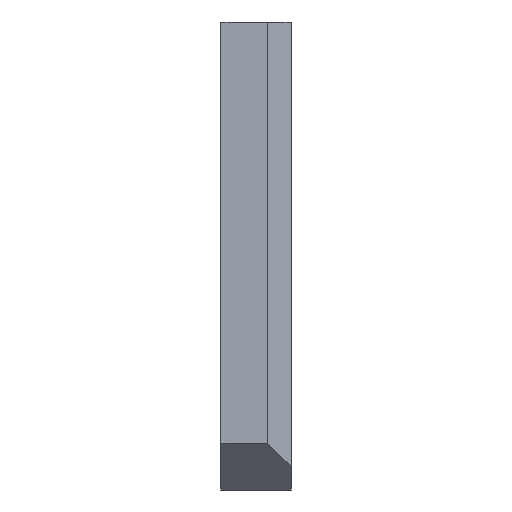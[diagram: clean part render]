
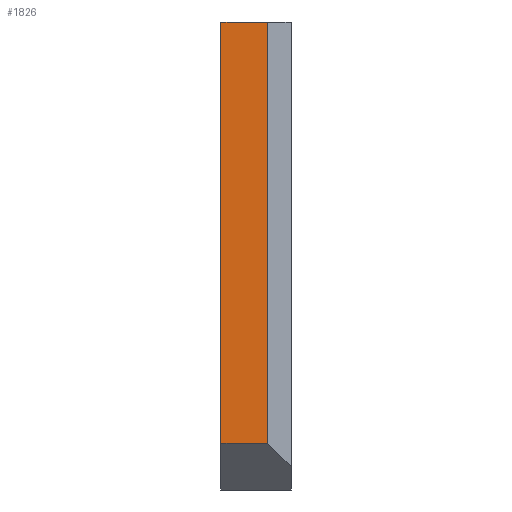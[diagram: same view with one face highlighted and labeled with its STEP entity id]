
A CAD part, left-side view. The second image highlights one B-rep face of the part: STEP entity #1826.
In plain terms, the highlighted planar face has unit normal (-1, 0, 0).
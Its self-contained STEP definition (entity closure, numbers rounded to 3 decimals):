
#44 = PLANE('',#45);
#45 = AXIS2_PLACEMENT_3D('',#46,#47,#48);
#46 = CARTESIAN_POINT('',(-31.,0.,-9.));
#47 = DIRECTION('',(-0.707,0.,-0.707)
  );
#48 = DIRECTION('',(0.,1.,0.));
#72 = PLANE('',#73);
#73 = AXIS2_PLACEMENT_3D('',#74,#75,#76);
#74 = CARTESIAN_POINT('',(-31.5,0.5,10.));
#75 = DIRECTION('',(0.707,0.707,0.));
#76 = DIRECTION('',(0.,0.,-1.));
#100 = PLANE('',#101);
#101 = AXIS2_PLACEMENT_3D('',#102,#103,#104);
#102 = CARTESIAN_POINT('',(0.,0.,10.));
#103 = DIRECTION('',(0.,0.,1.));
#104 = DIRECTION('',(-1.,0.,0.));
#525 = VERTEX_POINT('',#526);
#526 = CARTESIAN_POINT('',(-32.,1.,-8.));
#547 = EDGE_CURVE('',#525,#548,#550,.T.);
#548 = VERTEX_POINT('',#549);
#549 = CARTESIAN_POINT('',(-32.,3.,-8.));
#550 = SURFACE_CURVE('',#551,(#555,#562),.PCURVE_S1.);
#551 = LINE('',#552,#553);
#552 = CARTESIAN_POINT('',(-32.,0.,-8.));
#553 = VECTOR('',#554,1.);
#554 = DIRECTION('',(0.,1.,0.));
#555 = PCURVE('',#44,#556);
#556 = DEFINITIONAL_REPRESENTATION('',(#557),#561);
#557 = LINE('',#558,#559);
#558 = CARTESIAN_POINT('',(0.,-1.414));
#559 = VECTOR('',#560,1.);
#560 = DIRECTION('',(1.,0.));
#561 = ( GEOMETRIC_REPRESENTATION_CONTEXT(2) 
PARAMETRIC_REPRESENTATION_CONTEXT() REPRESENTATION_CONTEXT('2D SPACE',''
  ) );
#562 = PCURVE('',#563,#568);
#563 = PLANE('',#564);
#564 = AXIS2_PLACEMENT_3D('',#565,#566,#567);
#565 = CARTESIAN_POINT('',(-32.,0.,10.));
#566 = DIRECTION('',(-1.,0.,0.));
#567 = DIRECTION('',(0.,0.,-1.));
#568 = DEFINITIONAL_REPRESENTATION('',(#569),#573);
#569 = LINE('',#570,#571);
#570 = CARTESIAN_POINT('',(18.,0.));
#571 = VECTOR('',#572,1.);
#572 = DIRECTION('',(0.,-1.));
#573 = ( GEOMETRIC_REPRESENTATION_CONTEXT(2) 
PARAMETRIC_REPRESENTATION_CONTEXT() REPRESENTATION_CONTEXT('2D SPACE',''
  ) );
#591 = PLANE('',#592);
#592 = AXIS2_PLACEMENT_3D('',#593,#594,#595);
#593 = CARTESIAN_POINT('',(-18.869,3.,0.));
#594 = DIRECTION('',(0.,1.,0.));
#595 = DIRECTION('',(0.,0.,1.));
#628 = VERTEX_POINT('',#629);
#629 = CARTESIAN_POINT('',(-32.,1.,10.));
#652 = EDGE_CURVE('',#628,#525,#653,.T.);
#653 = SURFACE_CURVE('',#654,(#658,#665),.PCURVE_S1.);
#654 = LINE('',#655,#656);
#655 = CARTESIAN_POINT('',(-32.,1.,10.));
#656 = VECTOR('',#657,1.);
#657 = DIRECTION('',(0.,0.,-1.));
#658 = PCURVE('',#72,#659);
#659 = DEFINITIONAL_REPRESENTATION('',(#660),#664);
#660 = LINE('',#661,#662);
#661 = CARTESIAN_POINT('',(0.,0.707));
#662 = VECTOR('',#663,1.);
#663 = DIRECTION('',(1.,0.));
#664 = ( GEOMETRIC_REPRESENTATION_CONTEXT(2) 
PARAMETRIC_REPRESENTATION_CONTEXT() REPRESENTATION_CONTEXT('2D SPACE',''
  ) );
#665 = PCURVE('',#563,#666);
#666 = DEFINITIONAL_REPRESENTATION('',(#667),#671);
#667 = LINE('',#668,#669);
#668 = CARTESIAN_POINT('',(0.,-1.));
#669 = VECTOR('',#670,1.);
#670 = DIRECTION('',(1.,0.));
#671 = ( GEOMETRIC_REPRESENTATION_CONTEXT(2) 
PARAMETRIC_REPRESENTATION_CONTEXT() REPRESENTATION_CONTEXT('2D SPACE',''
  ) );
#730 = EDGE_CURVE('',#628,#731,#733,.T.);
#731 = VERTEX_POINT('',#732);
#732 = CARTESIAN_POINT('',(-32.,3.,10.));
#733 = SURFACE_CURVE('',#734,(#738,#745),.PCURVE_S1.);
#734 = LINE('',#735,#736);
#735 = CARTESIAN_POINT('',(-32.,0.,10.));
#736 = VECTOR('',#737,1.);
#737 = DIRECTION('',(0.,1.,0.));
#738 = PCURVE('',#100,#739);
#739 = DEFINITIONAL_REPRESENTATION('',(#740),#744);
#740 = LINE('',#741,#742);
#741 = CARTESIAN_POINT('',(32.,0.));
#742 = VECTOR('',#743,1.);
#743 = DIRECTION('',(0.,-1.));
#744 = ( GEOMETRIC_REPRESENTATION_CONTEXT(2) 
PARAMETRIC_REPRESENTATION_CONTEXT() REPRESENTATION_CONTEXT('2D SPACE',''
  ) );
#745 = PCURVE('',#563,#746);
#746 = DEFINITIONAL_REPRESENTATION('',(#747),#751);
#747 = LINE('',#748,#749);
#748 = CARTESIAN_POINT('',(0.,0.));
#749 = VECTOR('',#750,1.);
#750 = DIRECTION('',(0.,-1.));
#751 = ( GEOMETRIC_REPRESENTATION_CONTEXT(2) 
PARAMETRIC_REPRESENTATION_CONTEXT() REPRESENTATION_CONTEXT('2D SPACE',''
  ) );
#1826 = ADVANCED_FACE('',(#1827),#563,.T.);
#1827 = FACE_BOUND('',#1828,.T.);
#1828 = EDGE_LOOP('',(#1829,#1830,#1831,#1832));
#1829 = ORIENTED_EDGE('',*,*,#547,.F.);
#1830 = ORIENTED_EDGE('',*,*,#652,.F.);
#1831 = ORIENTED_EDGE('',*,*,#730,.T.);
#1832 = ORIENTED_EDGE('',*,*,#1833,.T.);
#1833 = EDGE_CURVE('',#731,#548,#1834,.T.);
#1834 = SURFACE_CURVE('',#1835,(#1839,#1846),.PCURVE_S1.);
#1835 = LINE('',#1836,#1837);
#1836 = CARTESIAN_POINT('',(-32.,3.,10.));
#1837 = VECTOR('',#1838,1.);
#1838 = DIRECTION('',(0.,0.,-1.));
#1839 = PCURVE('',#563,#1840);
#1840 = DEFINITIONAL_REPRESENTATION('',(#1841),#1845);
#1841 = LINE('',#1842,#1843);
#1842 = CARTESIAN_POINT('',(0.,-3.));
#1843 = VECTOR('',#1844,1.);
#1844 = DIRECTION('',(1.,0.));
#1845 = ( GEOMETRIC_REPRESENTATION_CONTEXT(2) 
PARAMETRIC_REPRESENTATION_CONTEXT() REPRESENTATION_CONTEXT('2D SPACE',''
  ) );
#1846 = PCURVE('',#591,#1847);
#1847 = DEFINITIONAL_REPRESENTATION('',(#1848),#1852);
#1848 = LINE('',#1849,#1850);
#1849 = CARTESIAN_POINT('',(10.,-13.131));
#1850 = VECTOR('',#1851,1.);
#1851 = DIRECTION('',(-1.,0.));
#1852 = ( GEOMETRIC_REPRESENTATION_CONTEXT(2) 
PARAMETRIC_REPRESENTATION_CONTEXT() REPRESENTATION_CONTEXT('2D SPACE',''
  ) );
